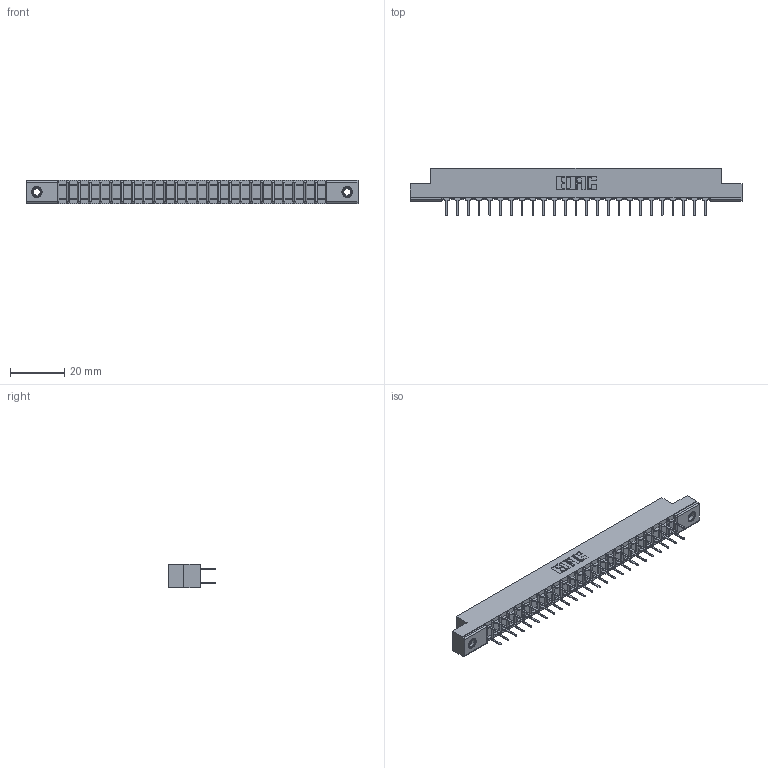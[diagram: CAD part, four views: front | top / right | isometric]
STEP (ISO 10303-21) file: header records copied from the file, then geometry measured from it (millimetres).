
FILE_DESCRIPTION (( 'STEP AP203' ), '1' );
FILE_NAME ('307-050-524-207.STEP', '2019-09-06T10:55:01', ( '' ), ( '' ), 'SwSTEP 2.0', 'SolidWorks 2016', '' );
FILE_SCHEMA (( 'CONFIG_CONTROL_DESIGN' ));
Length unit declared in the file: inch
Products named in the file (4): 307-050-524-207; 307 Part_.156 Dia Mounting Holes; 307-290-001_524; 345-250-001_345-250-005-103
Assembly tree (53 placements, depth 2):
  307-050-524-207
    307 Part_.156 Dia Mounting Holes
    307-290-001_524  x50
    345-250-001_345-250-005-103  x2
Bounding box: 122.07 x 17.42 x 8.71 mm (x, y, z)
Volume: 7954.8 mm3; surface area: 14159.5 mm2
Topology: 53 solids, 53 shells, 2504 faces, 6959 edges, 4494 vertices
Faces by surface type: plane 1652, cylinder 784, sphere 52, cone 12, torus 4
Entity records: 25481 total; most frequent: CARTESIAN_POINT 4156, ORIENTED_EDGE 4110, DIRECTION 4087, EDGE_CURVE 2055, LINE 1569, VECTOR 1569, VERTEX_POINT 1328, AXIS2_PLACEMENT_3D 1259
